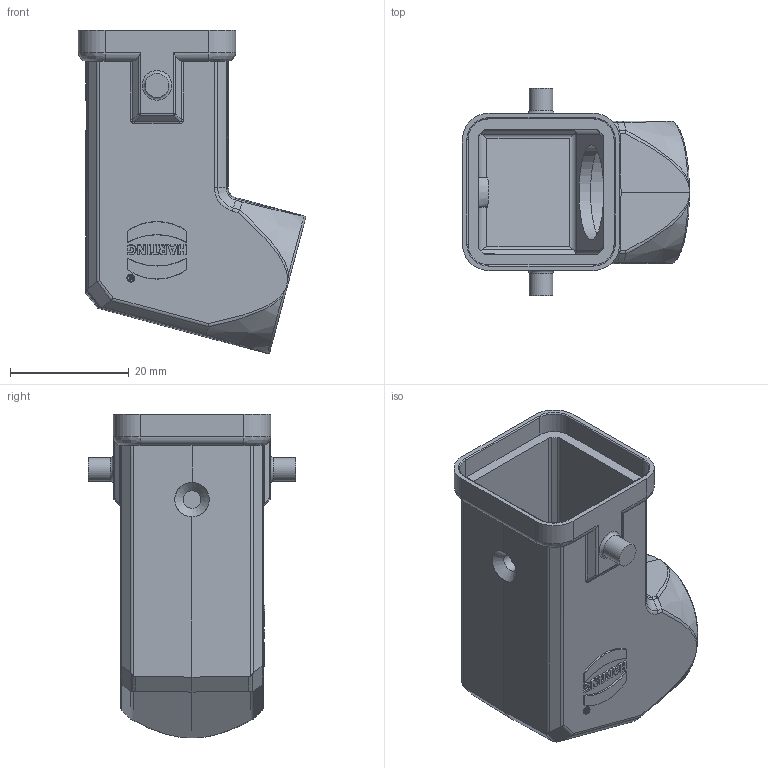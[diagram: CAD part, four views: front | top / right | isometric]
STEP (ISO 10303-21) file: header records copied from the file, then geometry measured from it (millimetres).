
FILE_DESCRIPTION(/* description */ (''),/* implementation_level */ '2;1');
FILE_NAME(/* name */ '100095387ugm000_b.stp',/* time_stamp */ '2017-10-24T09:45:12+02:00',/* author */ (''),/* organization */ (''),/* preprocessor_version */ 'ST-DEVELOPER v16',/* originating_system */ 'SIEMENS PLM Software NX 10.0',/* authorisation */ '');
FILE_SCHEMA (('AUTOMOTIVE_DESIGN { 1 0 10303 214 3 1 1 1 }'));
Length unit declared in the file: millimetre
Products named in the file (1): 100095387ugm000_b
Bounding box: 38.28 x 35 x 54.55 mm (x, y, z)
Volume: 9221.1 mm3; surface area: 11051.7 mm2
Topology: 1 solids, 1 shells, 293 faces, 754 edges, 484 vertices
Faces by surface type: plane 136, cylinder 69, bspline 67, cone 17, sphere 4
Full cylindrical faces by diameter (mm): 3 x1, 4 x2, 5.8 x1, 16 x1, 20 x1
Entity records: 12542 total; most frequent: CARTESIAN_POINT 4748, ORIENTED_EDGE 1458, DIRECTION 1086, EDGE_CURVE 729, VERTEX_POINT 471, LINE 362, VECTOR 362, AXIS2_PLACEMENT_3D 362
